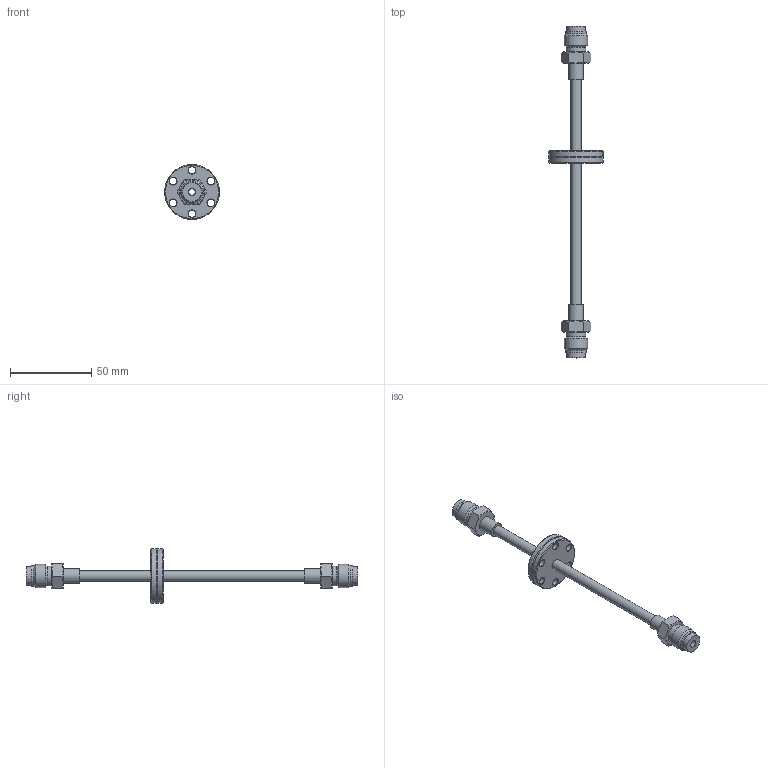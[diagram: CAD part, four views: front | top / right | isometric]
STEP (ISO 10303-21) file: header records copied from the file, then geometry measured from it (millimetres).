
FILE_DESCRIPTION(/* description */ (''),/* implementation_level */ '2;1');
FILE_NAME(/* name */ 'FL-LF1V-16CF.stp',/* time_stamp */ '2018-10-04T14:20:18+01:00',/* author */ ('paul'),/* organization */ (''),/* preprocessor_version */ 'ST-DEVELOPER v17.2',/* originating_system */ 'Autodesk Inventor 2019',/* authorisation */ '');
FILE_SCHEMA (('AUTOMOTIVE_DESIGN { 1 0 10303 214 3 1 1 }'));
Products named in the file (5): FL-LF1V-16CF; FL-16CF; 6.35 tube for tube end version; SS-4-VCR-3; SS-4-VCR-4
Assembly tree (6 placements, depth 2):
  FL-LF1V-16CF
    FL-16CF
    6.35 tube for tube end version
    SS-4-VCR-3  x2
    SS-4-VCR-4  x2
Bounding box: 33.8 x 204.72 x 33.8 mm (x, y, z)
Volume: 15538.2 mm3; surface area: 14945.9 mm2
Topology: 6 solids, 6 shells, 201 faces, 521 edges, 347 vertices
Faces by surface type: plane 76, cone 45, bspline 41, cylinder 38, torus 1
Full cylindrical faces by diameter (mm): 3.95 x1, 4.4 x6, 4.572 x2, 6.35 x4, 8.89 x2, 9.144 x2, 11.43 x2, 12.192 x2, 12.7 x2, 14.287 x2, 21.4 x1, 33.8 x2
Entity records: 6797 total; most frequent: CARTESIAN_POINT 2608, ORIENTED_EDGE 872, DIRECTION 755, EDGE_CURVE 436, AXIS2_PLACEMENT_3D 300, VERTEX_POINT 290, EDGE_LOOP 196, FACE_OUTER_BOUND 165
